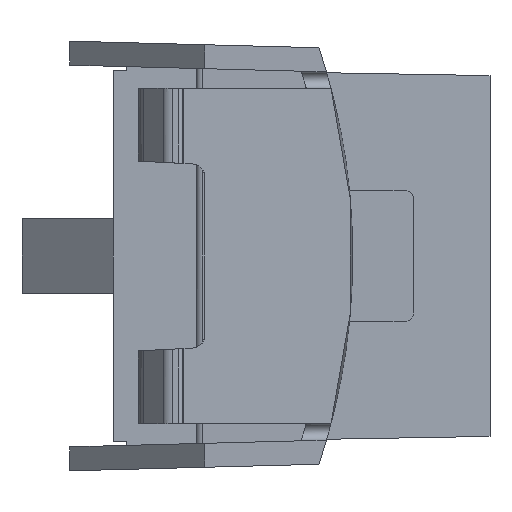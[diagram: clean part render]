
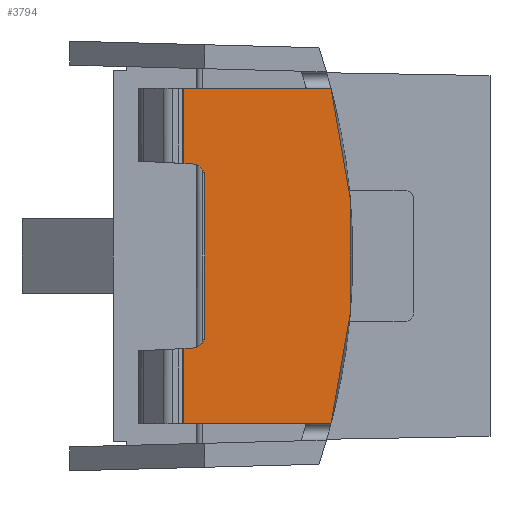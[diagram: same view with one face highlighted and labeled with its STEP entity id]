
A CAD part, front view. The second image highlights one B-rep face of the part: STEP entity #3794.
In plain terms, the highlighted planar face has unit normal (0.035, -0.999, 0).
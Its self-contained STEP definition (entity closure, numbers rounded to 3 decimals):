
#29=ELLIPSE('',#3950,15.009,15.);
#33=ELLIPSE('',#3965,0.3,0.3);
#34=ELLIPSE('',#3966,0.3,0.3);
#336=ORIENTED_EDGE('',*,*,#1150,.T.);
#337=ORIENTED_EDGE('',*,*,#1091,.T.);
#338=ORIENTED_EDGE('',*,*,#1151,.T.);
#339=ORIENTED_EDGE('',*,*,#1152,.T.);
#340=ORIENTED_EDGE('',*,*,#1153,.F.);
#341=ORIENTED_EDGE('',*,*,#1154,.F.);
#342=ORIENTED_EDGE('',*,*,#1155,.F.);
#343=ORIENTED_EDGE('',*,*,#1156,.F.);
#344=ORIENTED_EDGE('',*,*,#1157,.F.);
#345=ORIENTED_EDGE('',*,*,#1158,.T.);
#1091=EDGE_CURVE('',#1496,#1495,#29,.F.);
#1150=EDGE_CURVE('',#1548,#1496,#1818,.T.);
#1151=EDGE_CURVE('',#1495,#1549,#1819,.T.);
#1152=EDGE_CURVE('',#1549,#1550,#1820,.T.);
#1153=EDGE_CURVE('',#1551,#1550,#1821,.T.);
#1154=EDGE_CURVE('',#1552,#1551,#33,.F.);
#1155=EDGE_CURVE('',#1553,#1552,#1822,.T.);
#1156=EDGE_CURVE('',#1554,#1553,#34,.F.);
#1157=EDGE_CURVE('',#1555,#1554,#1823,.T.);
#1158=EDGE_CURVE('',#1555,#1548,#1824,.T.);
#1495=VERTEX_POINT('',#5089);
#1496=VERTEX_POINT('',#5091);
#1548=VERTEX_POINT('',#5218);
#1549=VERTEX_POINT('',#5220);
#1550=VERTEX_POINT('',#5222);
#1551=VERTEX_POINT('',#5224);
#1552=VERTEX_POINT('',#5226);
#1553=VERTEX_POINT('',#5228);
#1554=VERTEX_POINT('',#5230);
#1555=VERTEX_POINT('',#5232);
#1818=LINE('',#5217,#2114);
#1819=LINE('',#5219,#2115);
#1820=LINE('',#5221,#2116);
#1821=LINE('',#5223,#2117);
#1822=LINE('',#5227,#2118);
#1823=LINE('',#5231,#2119);
#1824=LINE('',#5233,#2120);
#2114=VECTOR('',#4339,1000.);
#2115=VECTOR('',#4340,1000.);
#2116=VECTOR('',#4341,1000.);
#2117=VECTOR('',#4342,1000.);
#2118=VECTOR('',#4345,1000.);
#2119=VECTOR('',#4348,1000.);
#2120=VECTOR('',#4349,1000.);
#2333=EDGE_LOOP('',(#336,#337,#338,#339,#340,#341,#342,#343,#344,#345));
#2489=FACE_BOUND('',#2333,.T.);
#2639=PLANE('',#3964);
#3794=ADVANCED_FACE('',(#2489),#2639,.F.);
#3950=AXIS2_PLACEMENT_3D('',#5090,#4258,#4259);
#3964=AXIS2_PLACEMENT_3D('',#5216,#4337,#4338);
#3965=AXIS2_PLACEMENT_3D('',#5225,#4343,#4344);
#3966=AXIS2_PLACEMENT_3D('',#5229,#4346,#4347);
#4258=DIRECTION('',(-0.035,0.999,0.));
#4259=DIRECTION('',(-0.999,-0.035,0.));
#4337=DIRECTION('',(-0.035,0.999,0.));
#4338=DIRECTION('',(-0.999,-0.035,0.));
#4339=DIRECTION('',(0.999,0.035,0.));
#4340=DIRECTION('',(-0.999,-0.035,0.));
#4341=DIRECTION('',(0.,0.,-1.));
#4342=DIRECTION('',(-0.998,-0.035,0.052));
#4343=DIRECTION('',(-0.035,0.999,0.));
#4344=DIRECTION('',(-0.999,-0.035,0.));
#4345=DIRECTION('',(0.,0.,1.));
#4346=DIRECTION('',(-0.035,0.999,0.));
#4347=DIRECTION('',(-0.999,-0.035,0.));
#4348=DIRECTION('',(0.998,0.035,0.052));
#4349=DIRECTION('',(0.,0.,-1.));
#5089=CARTESIAN_POINT('',(-0.503,-0.018,3.851));
#5090=CARTESIAN_POINT('',(-15.,-0.524,0.));
#5091=CARTESIAN_POINT('',(-0.503,-0.018,-3.851));
#5216=CARTESIAN_POINT('',(-3.952,-0.138,5.));
#5217=CARTESIAN_POINT('',(-3.952,-0.138,-3.851));
#5218=CARTESIAN_POINT('',(-3.952,-0.138,-3.851));
#5219=CARTESIAN_POINT('',(-3.952,-0.138,3.851));
#5220=CARTESIAN_POINT('',(-3.952,-0.138,3.851));
#5221=CARTESIAN_POINT('',(-3.952,-0.138,5.));
#5222=CARTESIAN_POINT('',(-3.952,-0.138,2.129));
#5223=CARTESIAN_POINT('',(-4.102,-0.143,2.137));
#5224=CARTESIAN_POINT('',(-3.684,-0.129,2.115));
#5225=CARTESIAN_POINT('',(-3.7,-0.129,1.815));
#5226=CARTESIAN_POINT('',(-3.4,-0.119,1.815));
#5227=CARTESIAN_POINT('',(-3.4,-0.119,5.));
#5228=CARTESIAN_POINT('',(-3.4,-0.119,-1.815));
#5229=CARTESIAN_POINT('',(-3.7,-0.129,-1.815));
#5230=CARTESIAN_POINT('',(-3.684,-0.129,-2.115));
#5231=CARTESIAN_POINT('',(-3.58,-0.125,-2.109));
#5232=CARTESIAN_POINT('',(-3.952,-0.138,-2.129));
#5233=CARTESIAN_POINT('',(-3.952,-0.138,5.));
